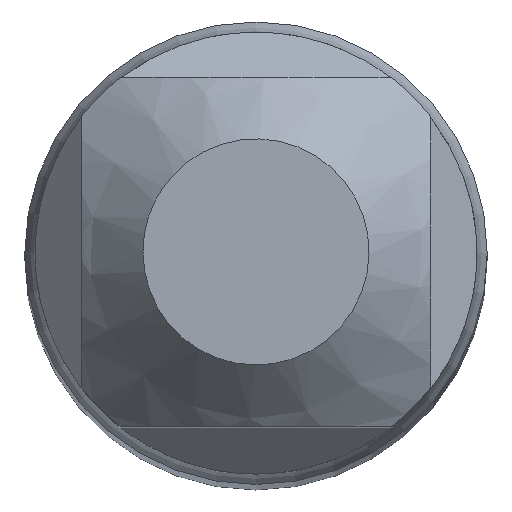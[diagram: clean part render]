
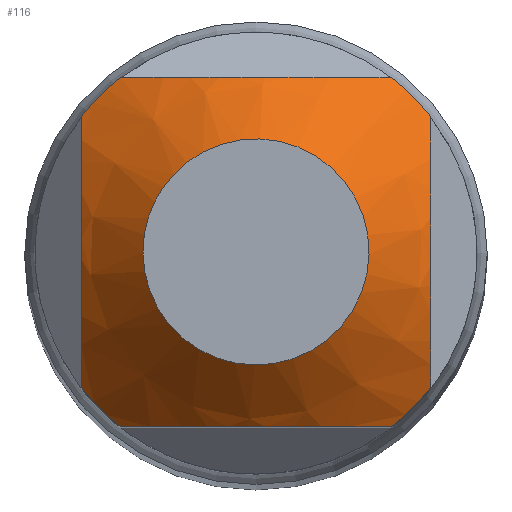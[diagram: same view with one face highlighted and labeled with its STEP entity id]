
A CAD part, top view. The second image highlights one B-rep face of the part: STEP entity #116.
In plain terms, the highlighted conical face has half-angle 45 degrees and reference radius 1000 mm.
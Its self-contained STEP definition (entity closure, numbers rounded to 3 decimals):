
#56=CONICAL_SURFACE('',#388,1000.,45.);
#61=FACE_BOUND('',#160,.T.);
#62=FACE_BOUND('',#161,.T.);
#116=ADVANCED_FACE('NONE',(#61,#62),#56,.T.);
#160=EDGE_LOOP('',(#204,#205,#206,#207,#208,#209,#210,#211));
#161=EDGE_LOOP('',(#212));
#204=ORIENTED_EDGE('',*,*,#287,.F.);
#205=ORIENTED_EDGE('',*,*,#292,.F.);
#206=ORIENTED_EDGE('',*,*,#274,.F.);
#207=ORIENTED_EDGE('',*,*,#293,.F.);
#208=ORIENTED_EDGE('',*,*,#279,.F.);
#209=ORIENTED_EDGE('',*,*,#294,.F.);
#210=ORIENTED_EDGE('',*,*,#284,.F.);
#211=ORIENTED_EDGE('',*,*,#295,.F.);
#212=ORIENTED_EDGE('',*,*,#268,.F.);
#242=VERTEX_POINT('',#511);
#247=VERTEX_POINT('',#524);
#248=VERTEX_POINT('',#538);
#251=VERTEX_POINT('',#547);
#252=VERTEX_POINT('',#561);
#255=VERTEX_POINT('',#570);
#256=VERTEX_POINT('',#584);
#257=VERTEX_POINT('',#588);
#258=VERTEX_POINT('',#602);
#268=EDGE_CURVE('NONE',#242,#242,#301,.T.);
#274=EDGE_CURVE('NONE',#247,#248,#324,.T.);
#279=EDGE_CURVE('NONE',#251,#252,#325,.T.);
#284=EDGE_CURVE('NONE',#255,#256,#326,.T.);
#287=EDGE_CURVE('NONE',#257,#258,#327,.T.);
#292=EDGE_CURVE('NONE',#248,#257,#305,.T.);
#293=EDGE_CURVE('NONE',#252,#247,#306,.T.);
#294=EDGE_CURVE('NONE',#256,#251,#307,.T.);
#295=EDGE_CURVE('NONE',#258,#255,#308,.T.);
#301=CIRCLE('',#365,1.1);
#305=CIRCLE('',#384,2.15);
#306=CIRCLE('',#385,2.15);
#307=CIRCLE('',#386,2.15);
#308=CIRCLE('',#387,2.15);
#324=B_SPLINE_CURVE_WITH_KNOTS('',3,(#525,#526,#527,#528,#529,#530,#531,
#532,#533,#534,#535,#536,#537),.UNSPECIFIED.,.F.,.F.,(4,3,3,3,4),(0.,0.322,
0.541,0.758,1.),.UNSPECIFIED.);
#325=B_SPLINE_CURVE_WITH_KNOTS('',3,(#548,#549,#550,#551,#552,#553,#554,
#555,#556,#557,#558,#559,#560),.UNSPECIFIED.,.F.,.F.,(4,3,3,3,4),(0.,0.308,
0.5,0.72,1.),.UNSPECIFIED.);
#326=B_SPLINE_CURVE_WITH_KNOTS('',3,(#571,#572,#573,#574,#575,#576,#577,
#578,#579,#580,#581,#582,#583),.UNSPECIFIED.,.F.,.F.,(4,3,3,3,4),(0.,0.322,
0.541,0.758,1.),.UNSPECIFIED.);
#327=B_SPLINE_CURVE_WITH_KNOTS('',3,(#589,#590,#591,#592,#593,#594,#595,
#596,#597,#598,#599,#600,#601),.UNSPECIFIED.,.F.,.F.,(4,3,3,3,4),(0.,0.308,
0.5,0.72,1.),.UNSPECIFIED.);
#365=AXIS2_PLACEMENT_3D('',#510,#410,#411);
#384=AXIS2_PLACEMENT_3D('',#613,#460,#461);
#385=AXIS2_PLACEMENT_3D('',#614,#462,#463);
#386=AXIS2_PLACEMENT_3D('',#615,#464,#465);
#387=AXIS2_PLACEMENT_3D('',#616,#466,#467);
#388=AXIS2_PLACEMENT_3D('',#617,#468,#469);
#410=DIRECTION('',(0.,0.,1.));
#411=DIRECTION('',(-1.,0.,0.));
#460=DIRECTION('',(0.,0.,-1.));
#461=DIRECTION('',(0.,1.,0.));
#462=DIRECTION('',(0.,0.,-1.));
#463=DIRECTION('',(0.,1.,0.));
#464=DIRECTION('',(0.,0.,-1.));
#465=DIRECTION('',(0.,1.,0.));
#466=DIRECTION('',(0.,0.,-1.));
#467=DIRECTION('',(0.,1.,0.));
#468=DIRECTION('',(0.,0.,-1.));
#469=DIRECTION('',(0.,1.,0.));
#510=CARTESIAN_POINT('',(0.,0.,0.));
#511=CARTESIAN_POINT('',(-1.1,0.,0.));
#524=CARTESIAN_POINT('',(-1.7,-1.316,-1.05));
#525=CARTESIAN_POINT('',(-1.7,-1.316,-1.05));
#526=CARTESIAN_POINT('',(-1.7,-1.059,-0.893));
#527=CARTESIAN_POINT('',(-1.7,-0.786,-0.752));
#528=CARTESIAN_POINT('',(-1.7,-0.496,-0.671));
#529=CARTESIAN_POINT('',(-1.7,-0.3,-0.616));
#530=CARTESIAN_POINT('',(-1.7,-0.092,-0.59));
#531=CARTESIAN_POINT('',(-1.7,0.112,-0.604));
#532=CARTESIAN_POINT('',(-1.7,0.316,-0.617));
#533=CARTESIAN_POINT('',(-1.7,0.518,-0.668));
#534=CARTESIAN_POINT('',(-1.7,0.708,-0.742));
#535=CARTESIAN_POINT('',(-1.7,0.92,-0.823));
#536=CARTESIAN_POINT('',(-1.7,1.122,-0.931));
#537=CARTESIAN_POINT('',(-1.7,1.316,-1.05));
#538=CARTESIAN_POINT('',(-1.7,1.316,-1.05));
#547=CARTESIAN_POINT('',(1.316,-1.7,-1.05));
#548=CARTESIAN_POINT('',(1.316,-1.7,-1.05));
#549=CARTESIAN_POINT('',(1.07,-1.7,-0.899));
#550=CARTESIAN_POINT('',(0.809,-1.7,-0.764));
#551=CARTESIAN_POINT('',(0.533,-1.7,-0.682));
#552=CARTESIAN_POINT('',(0.361,-1.7,-0.63));
#553=CARTESIAN_POINT('',(0.18,-1.7,-0.6));
#554=CARTESIAN_POINT('',(0.,-1.7,-0.6));
#555=CARTESIAN_POINT('',(-0.206,-1.7,-0.6));
#556=CARTESIAN_POINT('',(-0.414,-1.7,-0.64));
#557=CARTESIAN_POINT('',(-0.609,-1.7,-0.706));
#558=CARTESIAN_POINT('',(-0.857,-1.7,-0.79));
#559=CARTESIAN_POINT('',(-1.093,-1.7,-0.913));
#560=CARTESIAN_POINT('',(-1.316,-1.7,-1.05));
#561=CARTESIAN_POINT('',(-1.316,-1.7,-1.05));
#570=CARTESIAN_POINT('',(1.7,1.316,-1.05));
#571=CARTESIAN_POINT('',(1.7,1.316,-1.05));
#572=CARTESIAN_POINT('',(1.7,1.059,-0.893));
#573=CARTESIAN_POINT('',(1.7,0.786,-0.752));
#574=CARTESIAN_POINT('',(1.7,0.496,-0.671));
#575=CARTESIAN_POINT('',(1.7,0.3,-0.616));
#576=CARTESIAN_POINT('',(1.7,0.092,-0.59));
#577=CARTESIAN_POINT('',(1.7,-0.112,-0.604));
#578=CARTESIAN_POINT('',(1.7,-0.316,-0.617));
#579=CARTESIAN_POINT('',(1.7,-0.518,-0.668));
#580=CARTESIAN_POINT('',(1.7,-0.708,-0.742));
#581=CARTESIAN_POINT('',(1.7,-0.92,-0.823));
#582=CARTESIAN_POINT('',(1.7,-1.122,-0.931));
#583=CARTESIAN_POINT('',(1.7,-1.316,-1.05));
#584=CARTESIAN_POINT('',(1.7,-1.316,-1.05));
#588=CARTESIAN_POINT('',(-1.316,1.7,-1.05));
#589=CARTESIAN_POINT('',(-1.316,1.7,-1.05));
#590=CARTESIAN_POINT('',(-1.07,1.7,-0.899));
#591=CARTESIAN_POINT('',(-0.809,1.7,-0.764));
#592=CARTESIAN_POINT('',(-0.533,1.7,-0.682));
#593=CARTESIAN_POINT('',(-0.361,1.7,-0.63));
#594=CARTESIAN_POINT('',(-0.18,1.7,-0.6));
#595=CARTESIAN_POINT('',(0.,1.7,-0.6));
#596=CARTESIAN_POINT('',(0.206,1.7,-0.6));
#597=CARTESIAN_POINT('',(0.414,1.7,-0.64));
#598=CARTESIAN_POINT('',(0.609,1.7,-0.706));
#599=CARTESIAN_POINT('',(0.857,1.7,-0.79));
#600=CARTESIAN_POINT('',(1.093,1.7,-0.913));
#601=CARTESIAN_POINT('',(1.316,1.7,-1.05));
#602=CARTESIAN_POINT('',(1.316,1.7,-1.05));
#613=CARTESIAN_POINT('',(0.,0.,-1.05));
#614=CARTESIAN_POINT('',(0.,0.,-1.05));
#615=CARTESIAN_POINT('',(0.,0.,-1.05));
#616=CARTESIAN_POINT('',(0.,0.,-1.05));
#617=CARTESIAN_POINT('',(0.,0.,-998.9));
